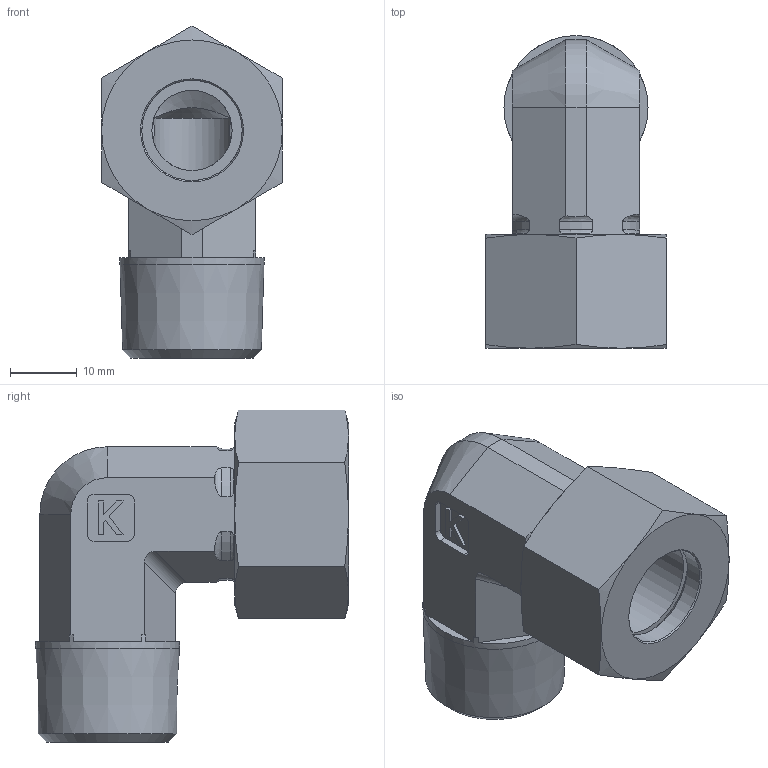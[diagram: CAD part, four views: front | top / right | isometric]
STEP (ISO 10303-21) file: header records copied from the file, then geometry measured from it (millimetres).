
FILE_DESCRIPTION((''),'2;1');
FILE_NAME('24002154822.stp','2014-08-26T10:53:58',(''),('KNOMI spol. s r. o.'),'Autodesk Inventor 2012','Autodesk Inventor 2012','');
FILE_SCHEMA(('AUTOMOTIVE_DESIGN { 1 2 10303 214 0 1 1 1 }'));
Length unit declared in the file: millimetre
Products named in the file (4): LHCR2K 15LRkuž R1/2/M22x1; 23002 154822; 3911522; 40115
Assembly tree (3 placements, depth 2):
  LHCR2K 15LRkuž R1/2/M22x1
    23002 154822
    3911522
    40115
Bounding box: 27 x 46.76 x 49.59 mm (x, y, z)
Volume: 19056.1 mm3; surface area: 11377.3 mm2
Topology: 3 solids, 3 shells, 137 faces, 351 edges, 229 vertices
Faces by surface type: plane 63, cone 33, cylinder 28, torus 13
Full cylindrical faces by diameter (mm): 12 x2, 15 x3, 17.3 x1, 20 x1, 20.376 x1, 21.518 x1, 22 x1
Entity records: 4357 total; most frequent: CARTESIAN_POINT 985, DIRECTION 648, ORIENTED_EDGE 624, EDGE_CURVE 312, AXIS2_PLACEMENT_3D 253, VERTEX_POINT 208, EDGE_LOOP 170, STYLED_ITEM 146
